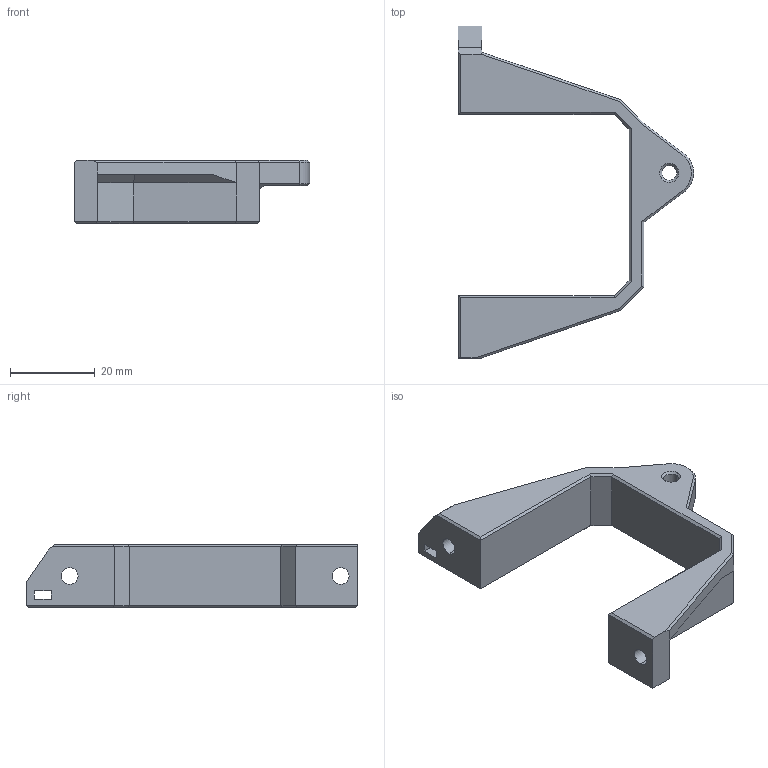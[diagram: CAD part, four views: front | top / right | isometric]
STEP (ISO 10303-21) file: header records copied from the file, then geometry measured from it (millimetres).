
FILE_DESCRIPTION (( 'STEP AP203' ), '1' );
FILE_NAME ('extruder strap 2.STEP', '2019-10-13T00:00:11', ( '' ), ( '' ), 'SwSTEP 2.0', 'SolidWorks 2018', '' );
FILE_SCHEMA (( 'CONFIG_CONTROL_DESIGN' ));
Length unit declared in the file: millimetre
Products named in the file (1): extruder strap 2
Bounding box: 55.55 x 78.4 x 15 mm (x, y, z)
Volume: 11077.2 mm3; surface area: 6764.9 mm2
Topology: 1 solids, 1 shells, 134 faces, 341 edges, 211 vertices
Faces by surface type: plane 86, cylinder 37, cone 11
Entity records: 4071 total; most frequent: DIRECTION 696, CARTESIAN_POINT 687, ORIENTED_EDGE 682, EDGE_CURVE 341, LINE 256, VECTOR 256, AXIS2_PLACEMENT_3D 220, VERTEX_POINT 211
